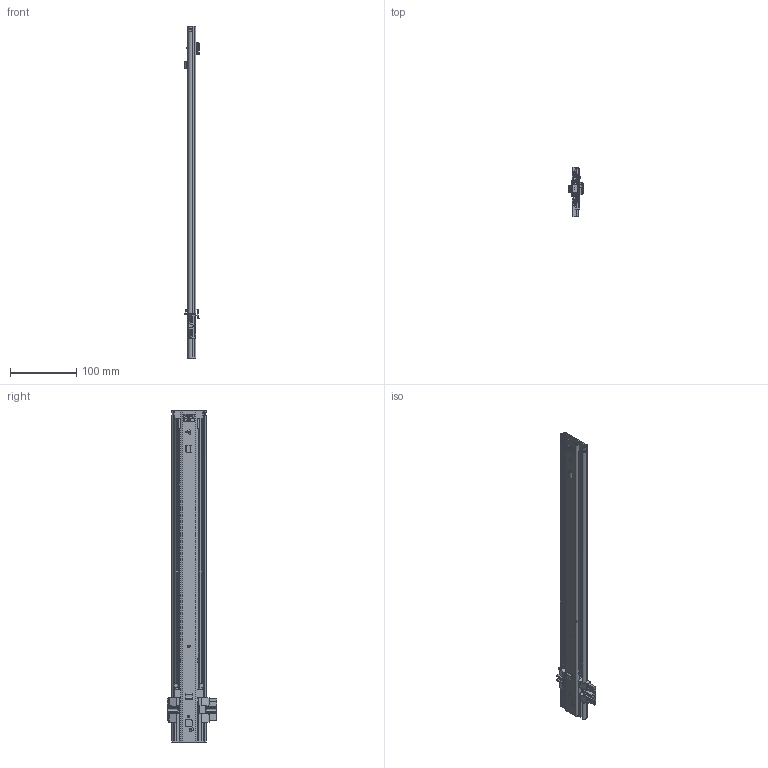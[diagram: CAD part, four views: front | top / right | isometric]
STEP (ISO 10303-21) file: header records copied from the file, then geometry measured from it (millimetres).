
FILE_DESCRIPTION (( 'STEP AP214' ), '1' );
FILE_NAME ('FR_5219_SMT.0500mm_20inch_1,5_closed_right.STEP', '2022-10-26T06:26:49', ( '' ), ( '' ), 'SwSTEP 2.0', 'SolidWorks 2020', '' );
FILE_SCHEMA (( 'AUTOMOTIVE_DESIGN' ));
Length unit declared in the file: millimetre
Products named in the file (19): FR5219 MIDDLE STOP; FR 5219 INTERLOCK HOUSING SMT_SMT SLIDE; 5219.XXX-02.T120_NL  500; FR5219 TRIGGER; FR5019 Interlock Rivet_FR 5019 Catch Rivet; 5219.XXX-01.T120 RIGHT_NL  500 Closed Right; FR 5219 INTERLOCK SLIDER MIRROR SMT; FR 5219 INTERLOCK SLIDER SMT; 5219.XXX-01.T120 RIGHT_NL  500; FR 5219 Catch; 5219 MIDDLE RIVET; FR 5219 5219 INTERLOCK PIN SMT; FR_5219_SMT.0500mm_20inch_1,5_closed_right; FR5019 Interlock Rivet; 5219.XXX-03.T120 RIGHT_NL  500; FR5219 Interlock Rivet SMT_FR 5019 Rivet; 5219 INTERLOCK SMT_Closed 5219 SMT RH
Assembly tree (20 placements, depth 4):
  FR_5219_SMT.0500mm_20inch_1,5_closed_right
    5219.XXX-01.T120 RIGHT_NL  500 Closed Right
      5219.XXX-01.T120 RIGHT_NL  500
      5219 INTERLOCK SMT_Closed 5219 SMT RH
        FR 5219 INTERLOCK HOUSING SMT_SMT SLIDE
        FR 5219 INTERLOCK SLIDER SMT
        FR 5219 INTERLOCK SLIDER MIRROR SMT
        FR 5219 5219 INTERLOCK PIN SMT  x2
        FR5219 Interlock Rivet SMT_FR 5019 Rivet  x2
    5219.XXX-03.T120 RIGHT_NL  500
      5219.XXX-03.T120 RIGHT_NL  500
      FR5219 TRIGGER
      FR5019 Interlock Rivet
      FR 5219 Catch
      FR5019 Interlock Rivet_FR 5019 Catch Rivet
    5219.XXX-02.T120_NL  500
      5219.XXX-02.T120_NL  500
      FR5219 MIDDLE STOP
      5219 MIDDLE RIVET
Bounding box: 22.14 x 74.7 x 500 mm (x, y, z)
Volume: 157712.4 mm3; surface area: 187212.7 mm2
Topology: 16 solids, 16 shells, 1208 faces, 3131 edges, 1937 vertices
Faces by surface type: plane 608, cylinder 464, bspline 76, torus 48, cone 12
Entity records: 38815 total; most frequent: CARTESIAN_POINT 9592, ORIENTED_EDGE 6108, DIRECTION 5863, EDGE_CURVE 3054, AXIS2_PLACEMENT_3D 2014, VERTEX_POINT 1902, VECTOR 1835, LINE 1835
